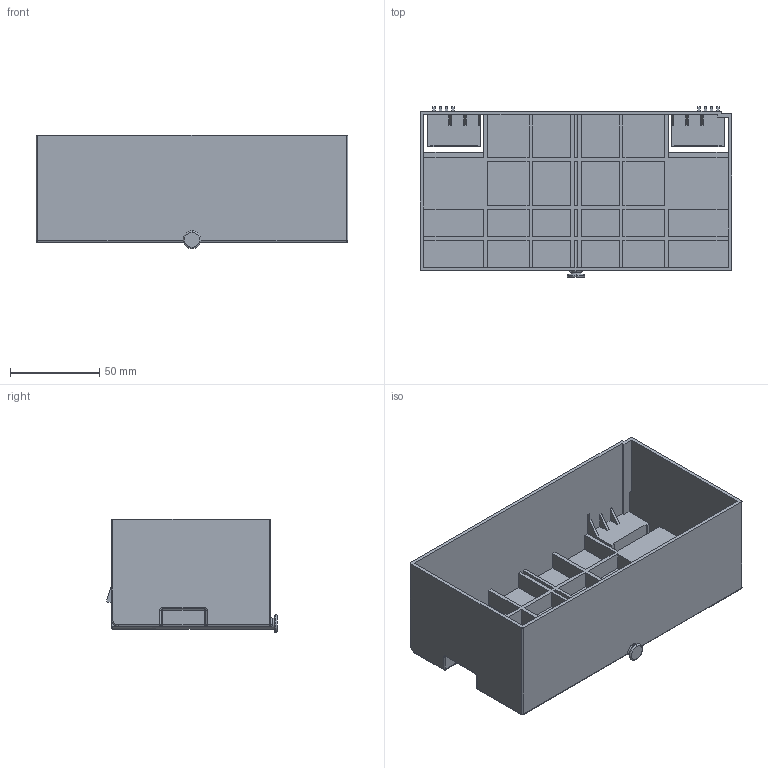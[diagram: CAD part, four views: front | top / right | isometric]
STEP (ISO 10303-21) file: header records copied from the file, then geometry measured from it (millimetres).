
FILE_DESCRIPTION (( 'STEP AP214' ), '1' );
FILE_NAME ('plastic-filler_leopard.STEP', '2022-01-14T10:40:23', ( '' ), ( '' ), 'SwSTEP 2.0', 'SolidWorks 2016', '' );
FILE_SCHEMA (( 'AUTOMOTIVE_DESIGN' ));
Length unit declared in the file: millimetre
Products named in the file (1): plastic-filler_leopard
Bounding box: 174.5 x 95.5 x 63.5 mm (x, y, z)
Volume: 110426.5 mm3; surface area: 111246.4 mm2
Topology: 1 solids, 1 shells, 315 faces, 834 edges, 527 vertices
Faces by surface type: plane 232, cylinder 51, torus 20, sphere 10, bspline 2
Entity records: 9659 total; most frequent: CARTESIAN_POINT 1784, ORIENTED_EDGE 1648, DIRECTION 1583, EDGE_CURVE 824, LINE 683, VECTOR 683, VERTEX_POINT 527, AXIS2_PLACEMENT_3D 450
